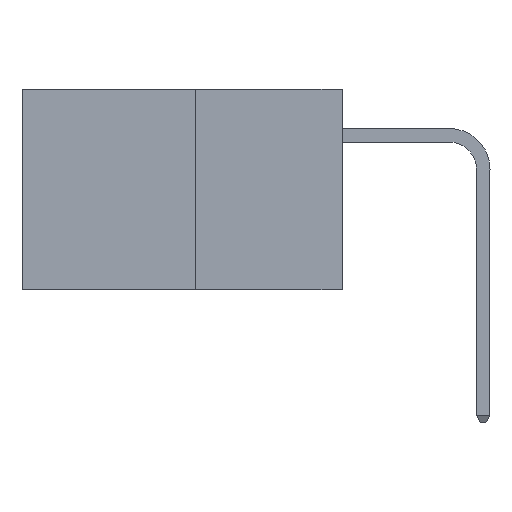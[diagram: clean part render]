
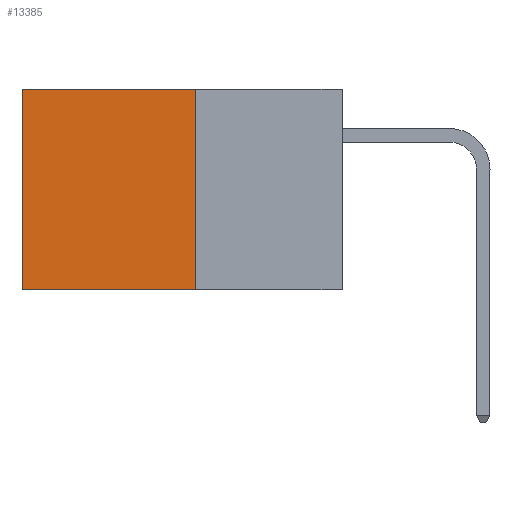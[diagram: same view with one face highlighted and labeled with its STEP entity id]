
A CAD part, left-side view. The second image highlights one B-rep face of the part: STEP entity #13385.
In plain terms, the highlighted planar face has unit normal (-1, 0, 0).
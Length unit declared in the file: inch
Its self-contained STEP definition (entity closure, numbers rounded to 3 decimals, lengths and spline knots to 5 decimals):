
#714 = CARTESIAN_POINT ( 'NONE',  ( 0.277, 0.27, -0.37 ) ) ;
#1517 = LINE ( 'NONE', #8550, #18335 ) ;
#2357 = DIRECTION ( 'NONE',  ( 1., 0., 0. ) ) ;
#2575 = CARTESIAN_POINT ( 'NONE',  ( 0.277, 0.27, -0.37 ) ) ;
#3166 = VERTEX_POINT ( 'NONE', #16151 ) ;
#3180 = DIRECTION ( 'NONE',  ( 0., 0., -1. ) ) ;
#3312 = ORIENTED_EDGE ( 'NONE', *, *, #7698, .F. ) ;
#3368 = ORIENTED_EDGE ( 'NONE', *, *, #7754, .T. ) ;
#3704 = CARTESIAN_POINT ( 'NONE',  ( 0.277, 0.27, 0. ) ) ;
#4320 = LINE ( 'NONE', #10959, #12561 ) ;
#4603 = FACE_OUTER_BOUND ( 'NONE', #6544, .T. ) ;
#6197 = DIRECTION ( 'NONE',  ( 0., 0., -1. ) ) ;
#6544 = EDGE_LOOP ( 'NONE', ( #3368, #3312, #11018, #6970 ) ) ;
#6970 = ORIENTED_EDGE ( 'NONE', *, *, #8046, .T. ) ;
#7602 = VERTEX_POINT ( 'NONE', #2575 ) ;
#7698 = EDGE_CURVE ( 'NONE', #7602, #11271, #4320, .T. ) ;
#7754 = EDGE_CURVE ( 'NONE', #3166, #11271, #20066, .T. ) ;
#8046 = EDGE_CURVE ( 'NONE', #13261, #3166, #1517, .T. ) ;
#8363 = AXIS2_PLACEMENT_3D ( 'NONE', #714, #2357, #13858 ) ;
#8550 = CARTESIAN_POINT ( 'NONE',  ( 0.277, 0.27, 0. ) ) ;
#10218 = DIRECTION ( 'NONE',  ( 0., 1., 0. ) ) ;
#10457 = PLANE ( 'NONE',  #8363 ) ;
#10959 = CARTESIAN_POINT ( 'NONE',  ( 0.277, 0.27, -0.37 ) ) ;
#11018 = ORIENTED_EDGE ( 'NONE', *, *, #19139, .F. ) ;
#11271 = VERTEX_POINT ( 'NONE', #14890 ) ;
#11304 = CARTESIAN_POINT ( 'NONE',  ( 0.277, 0.27, -0.37 ) ) ;
#12027 = VECTOR ( 'NONE', #6197, 39.37008 ) ;
#12561 = VECTOR ( 'NONE', #17459, 39.37008 ) ;
#12826 = CARTESIAN_POINT ( 'NONE',  ( 0.277, 0.59, -0.37 ) ) ;
#13261 = VERTEX_POINT ( 'NONE', #3704 ) ;
#13385 = ADVANCED_FACE ( 'NONE', ( #4603 ), #10457, .F. ) ;
#13858 = DIRECTION ( 'NONE',  ( 0., 0., -1. ) ) ;
#14482 = VECTOR ( 'NONE', #3180, 39.37008 ) ;
#14890 = CARTESIAN_POINT ( 'NONE',  ( 0.277, 0.59, -0.37 ) ) ;
#15003 = LINE ( 'NONE', #11304, #14482 ) ;
#16151 = CARTESIAN_POINT ( 'NONE',  ( 0.277, 0.59, 0. ) ) ;
#17459 = DIRECTION ( 'NONE',  ( 0., 1., 0. ) ) ;
#18335 = VECTOR ( 'NONE', #10218, 39.37008 ) ;
#19139 = EDGE_CURVE ( 'NONE', #13261, #7602, #15003, .T. ) ;
#20066 = LINE ( 'NONE', #12826, #12027 ) ;
